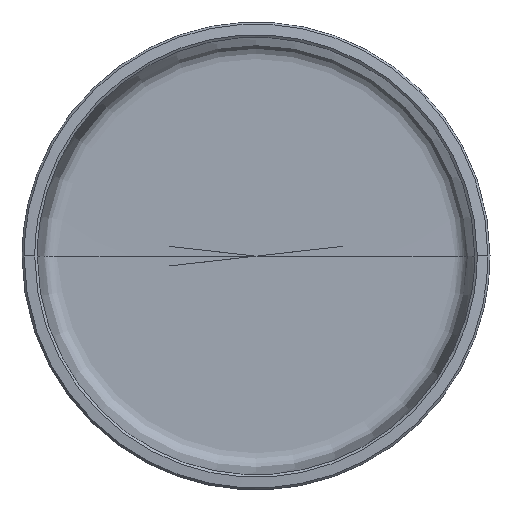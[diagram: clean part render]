
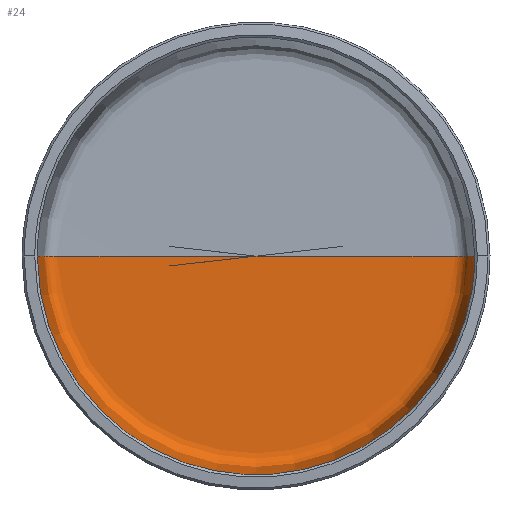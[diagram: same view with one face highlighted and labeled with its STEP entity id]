
A CAD part, top view. The second image highlights one B-rep face of the part: STEP entity #24.
In plain terms, the highlighted free-form (B-spline) face has degree [2, 2] with [5, 7] control points.
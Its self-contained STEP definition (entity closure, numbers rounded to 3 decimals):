
#24=ADVANCED_FACE('',(#34),#140,.T.);
#34=FACE_OUTER_BOUND('',#44,.T.);
#44=EDGE_LOOP('',(#54,#55,#56));
#54=ORIENTED_EDGE('',*,*,#92,.T.);
#55=ORIENTED_EDGE('',*,*,#90,.F.);
#56=ORIENTED_EDGE('',*,*,#91,.T.);
#90=EDGE_CURVE('',#126,#128,#112,.T.);
#91=EDGE_CURVE('',#126,#127,#113,.T.);
#92=EDGE_CURVE('',#127,#128,#114,.T.);
#112=(
BOUNDED_CURVE()
B_SPLINE_CURVE(2,(#494,#495,#496,#497,#498,#499,#500),.UNSPECIFIED.,.F.,
 .F.)
B_SPLINE_CURVE_WITH_KNOTS((3,2,2,3),(0.,12.85,14.316,
18.293),.UNSPECIFIED.)
CURVE()
GEOMETRIC_REPRESENTATION_ITEM()
RATIONAL_B_SPLINE_CURVE((1.,1.,1.,0.743,1.,1.,1.))
REPRESENTATION_ITEM('')
);
#113=(
BOUNDED_CURVE()
B_SPLINE_CURVE(2,(#501,#502,#503,#504,#505,#506,#507),.UNSPECIFIED.,.F.,
 .F.)
B_SPLINE_CURVE_WITH_KNOTS((3,2,2,3),(0.,12.85,14.316,
18.293),.UNSPECIFIED.)
CURVE()
GEOMETRIC_REPRESENTATION_ITEM()
RATIONAL_B_SPLINE_CURVE((1.,1.,1.,0.743,1.,1.,1.))
REPRESENTATION_ITEM('')
);
#114=(
BOUNDED_CURVE()
B_SPLINE_CURVE(2,(#508,#509,#510,#511,#512),.UNSPECIFIED.,.F.,.F.)
B_SPLINE_CURVE_WITH_KNOTS((3,2,3),(0.,22.633,45.267),
 .UNSPECIFIED.)
CURVE()
GEOMETRIC_REPRESENTATION_ITEM()
RATIONAL_B_SPLINE_CURVE((1.,0.707,1.,0.707,1.))
REPRESENTATION_ITEM('')
);
#126=VERTEX_POINT('',#484);
#127=VERTEX_POINT('',#485);
#128=VERTEX_POINT('',#486);
#140=(
BOUNDED_SURFACE()
B_SPLINE_SURFACE(2,2,((#172,#173,#174,#175,#176,#177,#178),(#179,#180,#181,
#182,#183,#184,#185),(#186,#187,#188,#189,#190,#191,#192),(#193,#194,#195,
#196,#197,#198,#199),(#200,#201,#202,#203,#204,#205,#206)),
 .UNSPECIFIED.,.F.,.F.,.F.)
B_SPLINE_SURFACE_WITH_KNOTS((3,2,3),(3,2,2,3),(0.,22.424,44.848),
(0.,12.85,14.316,18.443),.UNSPECIFIED.)
GEOMETRIC_REPRESENTATION_ITEM()
RATIONAL_B_SPLINE_SURFACE(((1.,1.,1.,0.743,1.,1.,1.),(0.707,
0.707,0.707,0.525,0.707,
0.707,0.707),(1.,1.,1.,0.743,1.,1.,
1.),(0.707,0.707,0.707,0.525,
0.707,0.707,0.707),(1.,1.,1.,0.743,
1.,1.,1.)))
REPRESENTATION_ITEM('')
SURFACE()
);
#172=CARTESIAN_POINT('',(0.,0.,80.5));
#173=CARTESIAN_POINT('',(6.425,0.,80.5));
#174=CARTESIAN_POINT('',(12.85,0.,80.5));
#175=CARTESIAN_POINT('',(13.75,0.,80.5));
#176=CARTESIAN_POINT('',(13.844,0.,81.395));
#177=CARTESIAN_POINT('',(14.06,0.,83.448));
#178=CARTESIAN_POINT('',(14.276,0.,85.5));
#179=CARTESIAN_POINT('',(0.,0.,80.5));
#180=CARTESIAN_POINT('',(6.425,-6.425,80.5));
#181=CARTESIAN_POINT('',(12.85,-12.85,80.5));
#182=CARTESIAN_POINT('',(13.75,-13.75,80.5));
#183=CARTESIAN_POINT('',(13.844,-13.844,81.395));
#184=CARTESIAN_POINT('',(14.06,-14.06,83.448));
#185=CARTESIAN_POINT('',(14.276,-14.276,85.5));
#186=CARTESIAN_POINT('',(0.,0.,80.5));
#187=CARTESIAN_POINT('',(0.,-6.425,80.5));
#188=CARTESIAN_POINT('',(0.,-12.85,80.5));
#189=CARTESIAN_POINT('',(0.,-13.75,80.5));
#190=CARTESIAN_POINT('',(0.,-13.844,81.395));
#191=CARTESIAN_POINT('',(0.,-14.06,83.448));
#192=CARTESIAN_POINT('',(0.,-14.276,85.5));
#193=CARTESIAN_POINT('',(0.,0.,80.5));
#194=CARTESIAN_POINT('',(-6.425,-6.425,80.5));
#195=CARTESIAN_POINT('',(-12.85,-12.85,80.5));
#196=CARTESIAN_POINT('',(-13.75,-13.75,80.5));
#197=CARTESIAN_POINT('',(-13.844,-13.844,81.395));
#198=CARTESIAN_POINT('',(-14.06,-14.06,83.448));
#199=CARTESIAN_POINT('',(-14.276,-14.276,85.5));
#200=CARTESIAN_POINT('',(0.,0.,80.5));
#201=CARTESIAN_POINT('',(-6.425,0.,80.5));
#202=CARTESIAN_POINT('',(-12.85,0.,80.5));
#203=CARTESIAN_POINT('',(-13.75,0.,80.5));
#204=CARTESIAN_POINT('',(-13.844,0.,81.395));
#205=CARTESIAN_POINT('',(-14.06,0.,83.448));
#206=CARTESIAN_POINT('',(-14.276,0.,85.5));
#484=CARTESIAN_POINT('',(0.,0.,80.5));
#485=CARTESIAN_POINT('',(-14.26,0.,85.351));
#486=CARTESIAN_POINT('',(14.26,0.,85.351));
#494=CARTESIAN_POINT('',(0.,0.,80.5));
#495=CARTESIAN_POINT('',(6.425,0.,80.5));
#496=CARTESIAN_POINT('',(12.85,0.,80.5));
#497=CARTESIAN_POINT('',(13.75,0.,80.5));
#498=CARTESIAN_POINT('',(13.844,0.,81.395));
#499=CARTESIAN_POINT('',(14.052,0.,83.373));
#500=CARTESIAN_POINT('',(14.26,0.,85.351));
#501=CARTESIAN_POINT('',(0.,0.,80.5));
#502=CARTESIAN_POINT('',(-6.425,0.,80.5));
#503=CARTESIAN_POINT('',(-12.85,0.,80.5));
#504=CARTESIAN_POINT('',(-13.75,0.,80.5));
#505=CARTESIAN_POINT('',(-13.844,0.,81.395));
#506=CARTESIAN_POINT('',(-14.052,0.,83.373));
#507=CARTESIAN_POINT('',(-14.26,0.,85.351));
#508=CARTESIAN_POINT('',(-14.26,0.,85.351));
#509=CARTESIAN_POINT('',(-14.26,-14.26,85.351));
#510=CARTESIAN_POINT('',(0.,-14.26,85.351));
#511=CARTESIAN_POINT('',(14.26,-14.26,85.351));
#512=CARTESIAN_POINT('',(14.26,0.,85.351));
